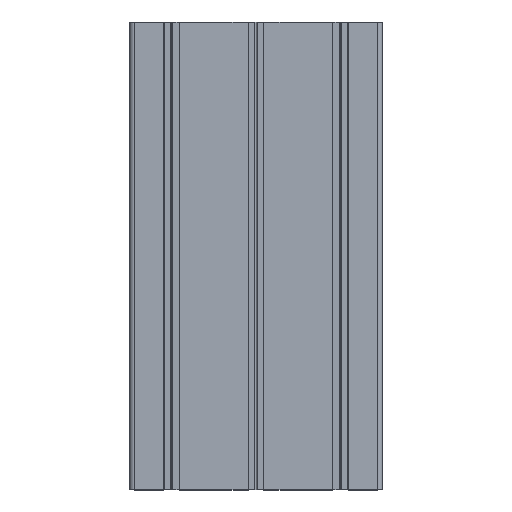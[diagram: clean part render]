
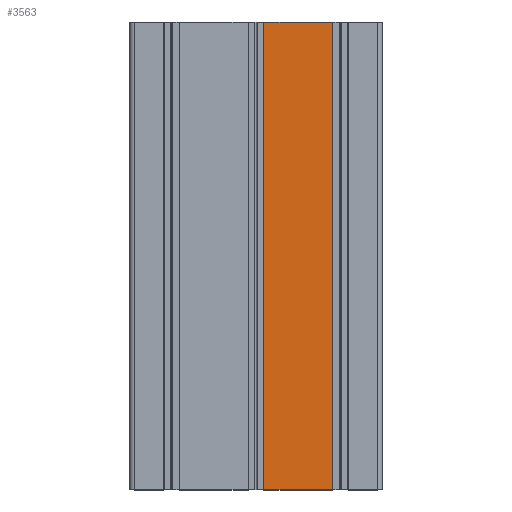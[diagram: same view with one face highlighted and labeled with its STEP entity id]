
A CAD part, top view. The second image highlights one B-rep face of the part: STEP entity #3563.
In plain terms, the highlighted planar face has unit normal (0, 0, 1).
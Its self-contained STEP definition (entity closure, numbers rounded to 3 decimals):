
#105=PLANE('',#3834);
#269=FACE_OUTER_BOUND('',#446,.T.);
#446=EDGE_LOOP('',(#2796,#2797,#2798,#2799));
#785=LINE('',#5587,#1204);
#786=LINE('',#5590,#1205);
#787=LINE('',#5592,#1206);
#788=LINE('',#5593,#1207);
#1204=VECTOR('',#4567,10.);
#1205=VECTOR('',#4570,10.);
#1206=VECTOR('',#4571,10.);
#1207=VECTOR('',#4572,10.);
#1697=VERTEX_POINT('',#5583);
#1698=VERTEX_POINT('',#5585);
#1699=VERTEX_POINT('',#5589);
#1700=VERTEX_POINT('',#5591);
#2159=EDGE_CURVE('',#1697,#1698,#785,.T.);
#2160=EDGE_CURVE('',#1697,#1699,#786,.T.);
#2161=EDGE_CURVE('',#1700,#1698,#787,.T.);
#2162=EDGE_CURVE('',#1699,#1700,#788,.T.);
#2796=ORIENTED_EDGE('',*,*,#2160,.F.);
#2797=ORIENTED_EDGE('',*,*,#2159,.T.);
#2798=ORIENTED_EDGE('',*,*,#2161,.F.);
#2799=ORIENTED_EDGE('',*,*,#2162,.F.);
#3563=ADVANCED_FACE('',(#269),#105,.T.);
#3834=AXIS2_PLACEMENT_3D('',#5588,#4568,#4569);
#4567=DIRECTION('',(0.,1.,0.));
#4568=DIRECTION('center_axis',(0.,0.,1.));
#4569=DIRECTION('ref_axis',(1.,0.,0.));
#4570=DIRECTION('',(-1.,0.,0.));
#4571=DIRECTION('',(1.,0.,0.));
#4572=DIRECTION('',(0.,1.,0.));
#5583=CARTESIAN_POINT('',(108.539,0.,45.));
#5585=CARTESIAN_POINT('',(108.539,250.,45.));
#5587=CARTESIAN_POINT('',(108.539,0.,45.));
#5588=CARTESIAN_POINT('Origin',(71.739,0.,45.));
#5589=CARTESIAN_POINT('',(71.739,0.,45.));
#5590=CARTESIAN_POINT('',(108.539,0.,45.));
#5591=CARTESIAN_POINT('',(71.739,250.,45.));
#5592=CARTESIAN_POINT('',(108.539,250.,45.));
#5593=CARTESIAN_POINT('',(71.739,0.,45.));
